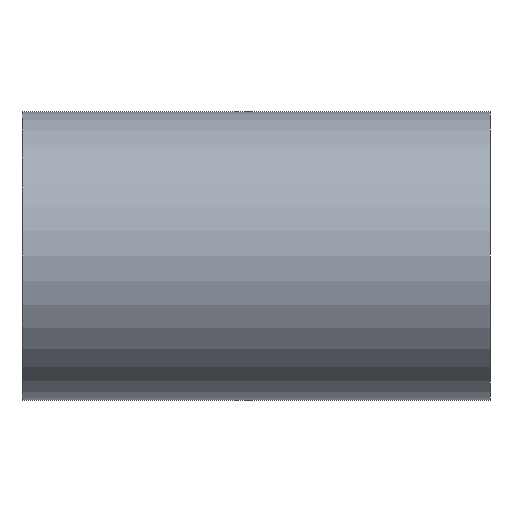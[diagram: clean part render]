
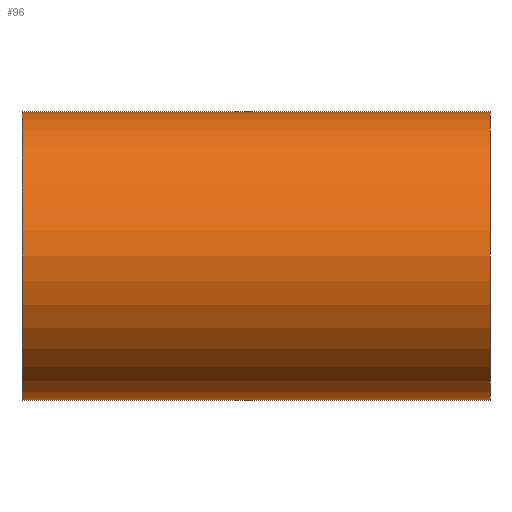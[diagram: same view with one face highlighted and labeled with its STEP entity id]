
A CAD part, left-side view. The second image highlights one B-rep face of the part: STEP entity #96.
In plain terms, the highlighted cylindrical face has radius 9.525 mm (diameter 19.05 mm), a partial arc.
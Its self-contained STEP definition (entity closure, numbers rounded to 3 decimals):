
#8 = EDGE_LOOP ( 'NONE', ( #41, #549, #243, #56 ) ) ;
#13 = LINE ( 'NONE', #497, #489 ) ;
#14 = CARTESIAN_POINT ( 'NONE',  ( 0., 0., 9.525 ) ) ;
#21 = DIRECTION ( 'NONE',  ( 0., 1., 0. ) ) ;
#38 = DIRECTION ( 'NONE',  ( 0., 0., 1. ) ) ;
#41 = ORIENTED_EDGE ( 'NONE', *, *, #494, .F. ) ;
#56 = ORIENTED_EDGE ( 'NONE', *, *, #473, .F. ) ;
#71 = CARTESIAN_POINT ( 'NONE',  ( 0., 0., 0. ) ) ;
#79 = DIRECTION ( 'NONE',  ( 0., 0., 1. ) ) ;
#96 = ADVANCED_FACE ( 'NONE', ( #349 ), #191, .T. ) ;
#100 = AXIS2_PLACEMENT_3D ( 'NONE', #71, #21, #300 ) ;
#101 = CIRCLE ( 'NONE', #279, 9.525 ) ;
#106 = LINE ( 'NONE', #411, #522 ) ;
#124 = DIRECTION ( 'NONE',  ( 0., 1., 0. ) ) ;
#127 = CARTESIAN_POINT ( 'NONE',  ( 0., 30.9, 0. ) ) ;
#130 = DIRECTION ( 'NONE',  ( 0., 1., 0. ) ) ;
#191 = CYLINDRICAL_SURFACE ( 'NONE', #541, 9.525 ) ;
#218 = EDGE_CURVE ( 'NONE', #588, #434, #106, .T. ) ;
#232 = DIRECTION ( 'NONE',  ( 0., 1., 0. ) ) ;
#234 = CARTESIAN_POINT ( 'NONE',  ( 0., 0., -9.525 ) ) ;
#243 = ORIENTED_EDGE ( 'NONE', *, *, #218, .T. ) ;
#279 = AXIS2_PLACEMENT_3D ( 'NONE', #127, #124, #79 ) ;
#300 = DIRECTION ( 'NONE',  ( 0., 0., 1. ) ) ;
#307 = VERTEX_POINT ( 'NONE', #329 ) ;
#315 = DIRECTION ( 'NONE',  ( 0., 1., 0. ) ) ;
#321 = VERTEX_POINT ( 'NONE', #234 ) ;
#329 = CARTESIAN_POINT ( 'NONE',  ( 0., 30.9, -9.525 ) ) ;
#349 = FACE_OUTER_BOUND ( 'NONE', #8, .T. ) ;
#411 = CARTESIAN_POINT ( 'NONE',  ( 0., 161.376, 9.525 ) ) ;
#417 = CIRCLE ( 'NONE', #100, 9.525 ) ;
#434 = VERTEX_POINT ( 'NONE', #592 ) ;
#437 = EDGE_CURVE ( 'NONE', #321, #588, #417, .T. ) ;
#473 = EDGE_CURVE ( 'NONE', #307, #434, #101, .T. ) ;
#489 = VECTOR ( 'NONE', #130, 1000. ) ;
#494 = EDGE_CURVE ( 'NONE', #321, #307, #13, .T. ) ;
#497 = CARTESIAN_POINT ( 'NONE',  ( 0., 161.376, -9.525 ) ) ;
#522 = VECTOR ( 'NONE', #232, 1000. ) ;
#541 = AXIS2_PLACEMENT_3D ( 'NONE', #610, #315, #38 ) ;
#549 = ORIENTED_EDGE ( 'NONE', *, *, #437, .T. ) ;
#588 = VERTEX_POINT ( 'NONE', #14 ) ;
#592 = CARTESIAN_POINT ( 'NONE',  ( 0., 30.9, 9.525 ) ) ;
#610 = CARTESIAN_POINT ( 'NONE',  ( 0., 161.376, 0. ) ) ;
